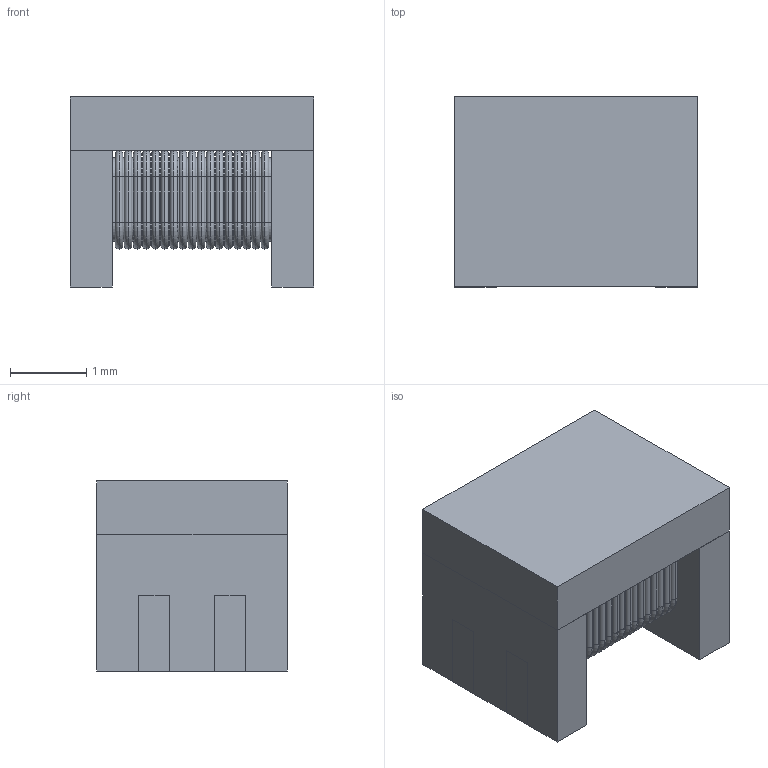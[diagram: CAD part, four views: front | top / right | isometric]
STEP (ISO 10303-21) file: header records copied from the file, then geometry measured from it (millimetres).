
FILE_DESCRIPTION(('FreeCAD Model'),'2;1');
FILE_NAME('Open CASCADE Shape Model','2026-02-22T21:23:44',('Author'),( ''),'Open CASCADE STEP processor 7.8','FreeCAD','Unknown');
FILE_SCHEMA(('AUTOMOTIVE_DESIGN { 1 0 10303 214 1 1 1 1 }'));
Length unit declared in the file: millimetre
Products named in the file (24): 1023; 1; 1001; 1002; 1003; 1004; 1005; 1006; 1007; 1008; 1009; 1010; 1011; 1012; 1013; 1014; 1015; 1016; 1017; 1018; 1019; 1020; 1021; 1022
Assembly tree (23 placements, depth 2):
  1023
    1
    1001
    1002
    1003
    1004
    1005
    1006
    1007
    1008
    1009
    1010
    1011
    1012
    1013
    1014
    1015
    1016
    1017
    1018
    1019
    1020
    1021
    1022
Bounding box: 3.2 x 2.5 x 2.5 mm (x, y, z)
Volume: 14.8 mm3; surface area: 93 mm2
Topology: 23 solids, 23 shells, 388 faces, 816 edges, 442 vertices
Faces by surface type: cylinder 174, torus 136, plane 78
Entity records: 10864 total; most frequent: DIRECTION 2090, CARTESIAN_POINT 1670, ORIENTED_EDGE 1632, AXIS2_PLACEMENT_3D 862, EDGE_CURVE 816, CIRCLE 450, VERTEX_POINT 442, FACE_BOUND 390
